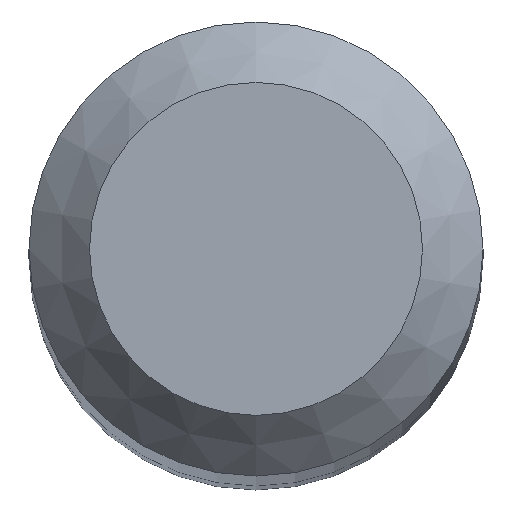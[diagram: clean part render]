
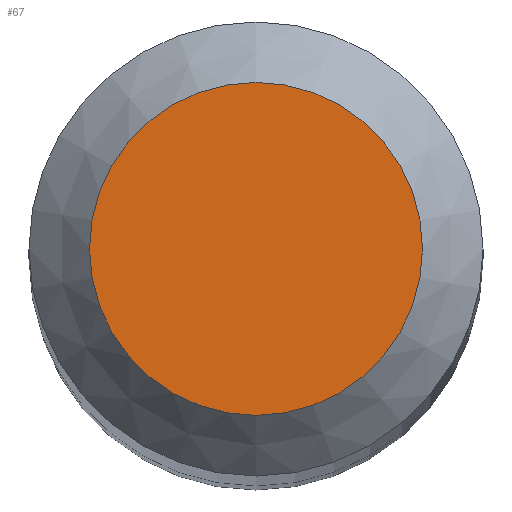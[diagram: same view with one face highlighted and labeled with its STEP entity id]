
A CAD part, top view. The second image highlights one B-rep face of the part: STEP entity #67.
In plain terms, the highlighted planar face has unit normal (0, 0, 1).
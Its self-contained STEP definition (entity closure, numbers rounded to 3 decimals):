
#4 = CARTESIAN_POINT ( 'NONE',  ( 0., 0.55, 30. ) ) ;
#8 = AXIS2_PLACEMENT_3D ( 'NONE', #130, #203, #198 ) ;
#16 = FACE_OUTER_BOUND ( 'NONE', #179, .T. ) ;
#21 = ORIENTED_EDGE ( 'NONE', *, *, #191, .F. ) ;
#29 = CARTESIAN_POINT ( 'NONE',  ( 0., 0., 30. ) ) ;
#32 = VERTEX_POINT ( 'NONE', #4 ) ;
#53 = AXIS2_PLACEMENT_3D ( 'NONE', #29, #97, #93 ) ;
#67 = ADVANCED_FACE ( 'NONE', ( #16 ), #218, .F. ) ;
#90 = CIRCLE ( 'NONE', #53, 0.55 ) ;
#93 = DIRECTION ( 'NONE',  ( 0., 1., 0. ) ) ;
#97 = DIRECTION ( 'NONE',  ( 0., 0., -1. ) ) ;
#130 = CARTESIAN_POINT ( 'NONE',  ( 0., 0., 30. ) ) ;
#179 = EDGE_LOOP ( 'NONE', ( #21 ) ) ;
#191 = EDGE_CURVE ( 'NONE', #32, #32, #90, .T. ) ;
#198 = DIRECTION ( 'NONE',  ( 0., 1., 0. ) ) ;
#203 = DIRECTION ( 'NONE',  ( 0., 0., -1. ) ) ;
#218 = PLANE ( 'NONE',  #8 ) ;
